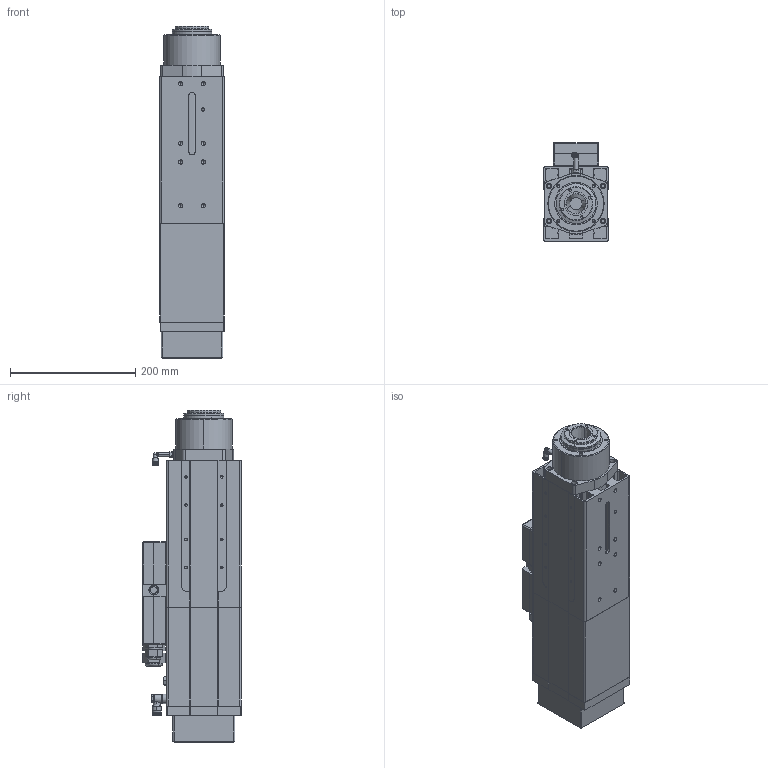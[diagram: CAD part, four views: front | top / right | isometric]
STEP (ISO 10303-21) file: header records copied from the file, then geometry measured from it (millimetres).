
FILE_DESCRIPTION (( 'STEP AP214' ), '1' );
FILE_NAME ('GDL60-30-18Z-5.5三维.STEP', '2024-06-28T05:06:15', ( '电脑' ), ( '' ), 'SwSTEP 2.0', 'SolidWorks 2018', '' );
FILE_SCHEMA (( 'AUTOMOTIVE_DESIGN' ));
Length unit declared in the file: millimetre
Products named in the file (15): 儂褲; 苤脣芛; 偌聽; PLL4M5; 湮脣芛; PH801; fengjizhao; ァ郲諉芛; 綴滅誘欶; 堤盄碟IIㄗ菁碟ㄘ; 粣; BSLM01; GDL60-30-18Z-5.5三维; 堤盄碟IIㄗ碟裔ㄘ; 傷裔
Assembly tree (14 placements, depth 2):
  GDL60-30-18Z-5.5三维
    儂褲
    綴滅誘欶
    傷裔
    fengjizhao
    堤盄碟IIㄗ菁碟ㄘ
    堤盄碟IIㄗ碟裔ㄘ
    偌聽
    湮脣芛
    苤脣芛
    ァ郲諉芛
    粣
    BSLM01
    PH801
    PLL4M5
Bounding box: 103 x 158 x 531 mm (x, y, z)
Volume: 2655946.7 mm3; surface area: 744634.7 mm2
Topology: 15 solids, 15 shells, 998 faces, 2531 edges, 1572 vertices
Faces by surface type: cylinder 432, plane 377, cone 148, torus 28, sphere 13
Entity records: 33073 total; most frequent: CARTESIAN_POINT 6106, DIRECTION 5355, ORIENTED_EDGE 4906, EDGE_CURVE 2453, AXIS2_PLACEMENT_3D 1991, VERTEX_POINT 1571, LINE 1373, VECTOR 1373
